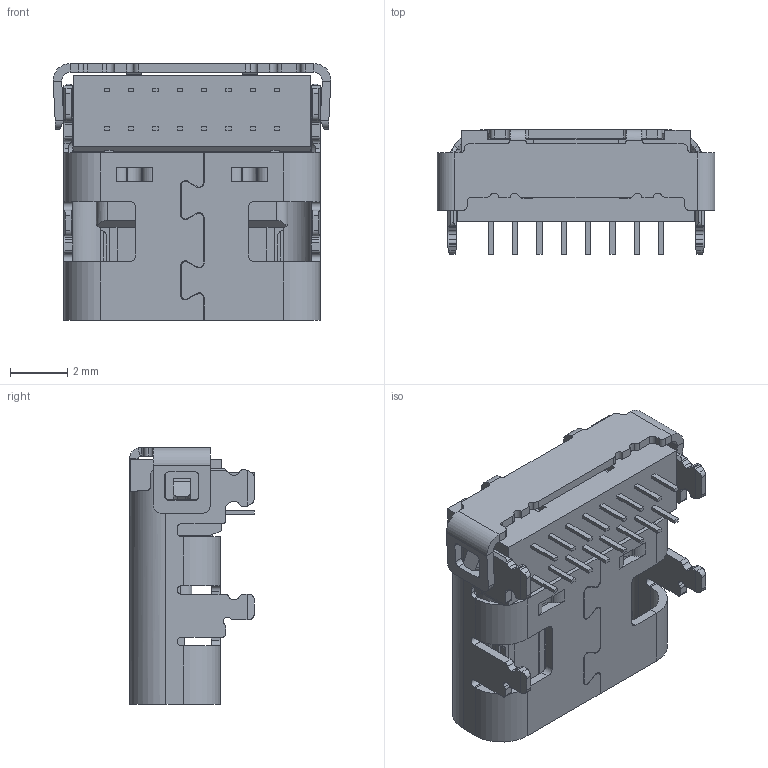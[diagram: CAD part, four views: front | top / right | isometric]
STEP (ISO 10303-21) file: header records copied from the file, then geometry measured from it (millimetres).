
FILE_DESCRIPTION((''),'2;1');
FILE_NAME('DIP3D0001','2021-02-20T10:57:24',('Administrator'),(''),'CREO PARAMETRIC BY PTC INC, 2016510','CREO PARAMETRIC BY PTC INC, 2016510','');
FILE_SCHEMA(('AUTOMOTIVE_DESIGN { 1 0 10303 214 1 1 1 1 }'));
Length unit declared in the file: millimetre
Products named in the file (1): DIP3D0001
Bounding box: 9.69 x 4.36 x 8.97 mm (x, y, z)
Volume: 152.4 mm3; surface area: 605.7 mm2
Topology: 1 solids, 1 shells, 1132 faces, 3096 edges, 1956 vertices
Faces by surface type: plane 746, cylinder 322, bspline 44, cone 20
Entity records: 45000 total; most frequent: CARTESIAN_POINT 8203, ORIENTED_EDGE 6192, DIRECTION 5794, EDGE_CURVE 3096, VECTOR 2274, LINE 2274, VERTEX_POINT 1956, AXIS2_PLACEMENT_3D 1760
